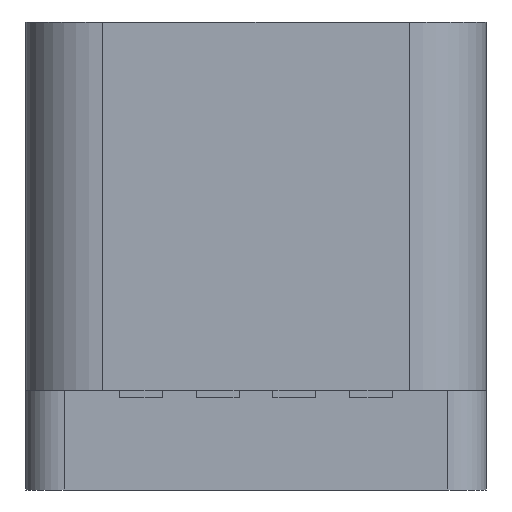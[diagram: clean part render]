
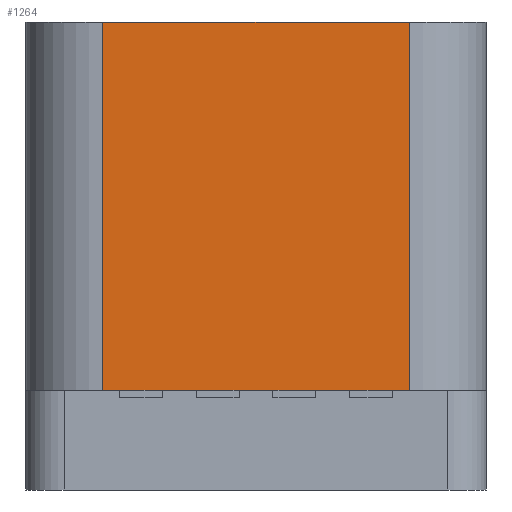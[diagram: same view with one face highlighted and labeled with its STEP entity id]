
A CAD part, front view. The second image highlights one B-rep face of the part: STEP entity #1264.
In plain terms, the highlighted planar face has unit normal (0, -1, 0).
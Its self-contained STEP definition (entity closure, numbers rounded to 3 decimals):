
#96=FACE_OUTER_BOUND('',#176,.T.);
#176=EDGE_LOOP('',(#969,#970,#971,#972));
#260=LINE('',#1888,#416);
#279=LINE('',#1935,#435);
#281=LINE('',#1945,#437);
#282=LINE('',#1947,#438);
#416=VECTOR('',#1525,1.);
#435=VECTOR('',#1572,1.);
#437=VECTOR('',#1586,10.);
#438=VECTOR('',#1589,10.);
#562=VERTEX_POINT('',#1874);
#568=VERTEX_POINT('',#1886);
#581=VERTEX_POINT('',#1932);
#582=VERTEX_POINT('',#1934);
#692=EDGE_CURVE('',#562,#568,#260,.T.);
#716=EDGE_CURVE('',#581,#582,#279,.T.);
#721=EDGE_CURVE('',#562,#581,#281,.T.);
#722=EDGE_CURVE('',#582,#568,#282,.T.);
#969=ORIENTED_EDGE('',*,*,#721,.F.);
#970=ORIENTED_EDGE('',*,*,#692,.T.);
#971=ORIENTED_EDGE('',*,*,#722,.F.);
#972=ORIENTED_EDGE('',*,*,#716,.F.);
#1186=PLANE('',#1392);
#1264=ADVANCED_FACE('',(#96),#1186,.T.);
#1392=AXIS2_PLACEMENT_3D('',#1953,#1598,#1599);
#1525=DIRECTION('',(-1.,0.,0.));
#1572=DIRECTION('',(-1.,0.,0.));
#1586=DIRECTION('',(0.,0.,-1.));
#1589=DIRECTION('',(0.,0.,1.));
#1598=DIRECTION('center_axis',(0.,-1.,0.));
#1599=DIRECTION('ref_axis',(-1.,0.,0.));
#1874=CARTESIAN_POINT('',(2.,-2.75,4.8));
#1886=CARTESIAN_POINT('',(-2.,-2.75,4.8));
#1888=CARTESIAN_POINT('',(3.,-2.75,4.8));
#1932=CARTESIAN_POINT('',(2.,-2.75,0.));
#1934=CARTESIAN_POINT('',(-2.,-2.75,0.));
#1935=CARTESIAN_POINT('',(3.,-2.75,0.));
#1945=CARTESIAN_POINT('',(2.,-2.75,0.));
#1947=CARTESIAN_POINT('',(-2.,-2.75,0.));
#1953=CARTESIAN_POINT('Origin',(3.,-2.75,0.));
